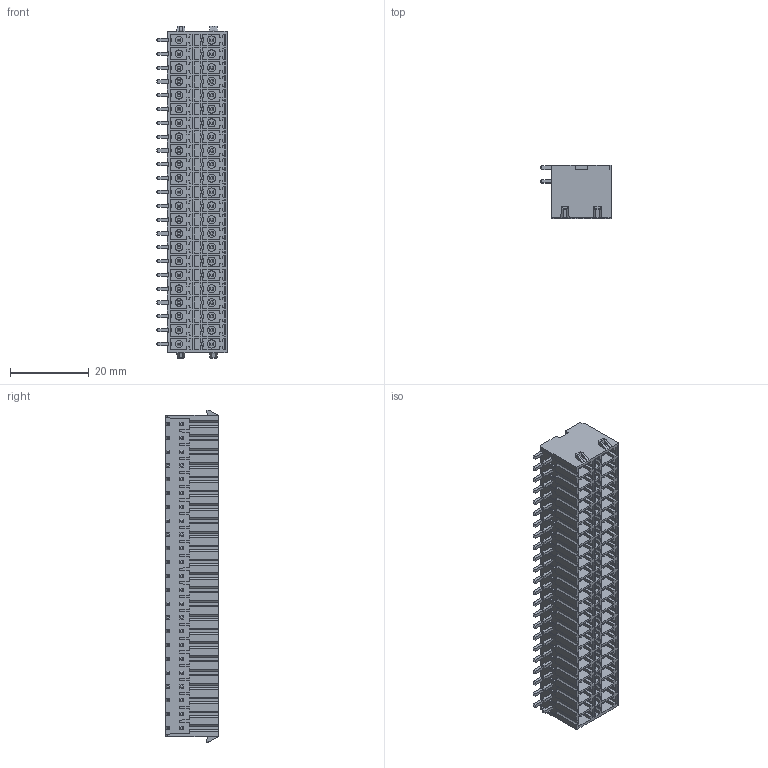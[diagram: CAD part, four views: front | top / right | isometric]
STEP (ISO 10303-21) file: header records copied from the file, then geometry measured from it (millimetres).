
FILE_DESCRIPTION((''),'2;1');
FILE_NAME('TLPHDL-007R-1','2024-09-18T13:48:59',('sheji109'),(''),'CREO PARAMETRIC BY PTC INC, 2018100','CREO PARAMETRIC BY PTC INC, 2018100','');
FILE_SCHEMA(('CONFIG_CONTROL_DESIGN'));
Products named in the file (1): TLPHDL-007R-1
Bounding box: 17.8 x 13.3 x 84.1 mm (x, y, z)
Volume: 11107.1 mm3; surface area: 14213 mm2
Topology: 1 solids, 1 shells, 2523 faces, 6558 edges, 4244 vertices
Faces by surface type: plane 2233, cylinder 198, cone 92
Entity records: 75953 total; most frequent: CARTESIAN_POINT 13868, ORIENTED_EDGE 13116, DIRECTION 12002, EDGE_CURVE 6558, VECTOR 5924, LINE 5924, VERTEX_POINT 4244, AXIS2_PLACEMENT_3D 3039
